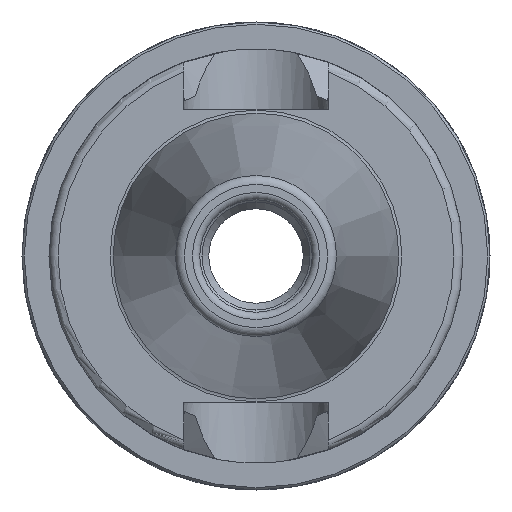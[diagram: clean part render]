
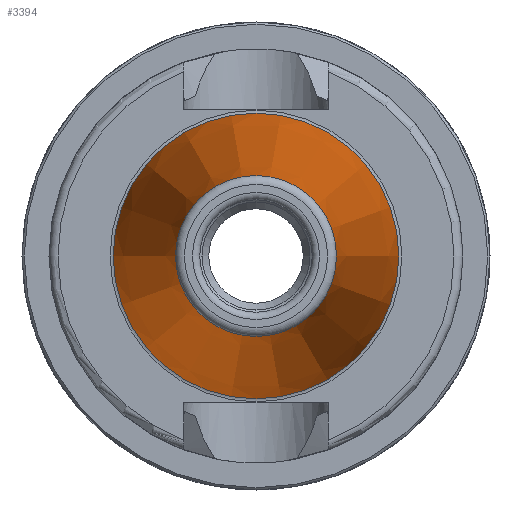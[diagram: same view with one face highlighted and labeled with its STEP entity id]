
A CAD part, left-side view. The second image highlights one B-rep face of the part: STEP entity #3394.
In plain terms, the highlighted conical face has half-angle 8.297 degrees and reference radius 12.408 mm.
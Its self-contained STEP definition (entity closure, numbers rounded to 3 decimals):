
#3360=CARTESIAN_POINT('',(-47.544,8.941,0.0));
#3361=VERTEX_POINT('',#3360);
#3362=CARTESIAN_POINT('',(-47.544,0.,0.0));
#3363=DIRECTION('',(1.0,0.0,0.0));
#3364=DIRECTION('',(0.0,1.0,0.0));
#3365=AXIS2_PLACEMENT_3D('',#3362,#3363,#3364);
#3366=CIRCLE('',#3365,8.941);
#3367=EDGE_CURVE('',#3361,#3361,#3366,.T.);
#3375=CARTESIAN_POINT('',(-23.772,0.,0.0));
#3376=DIRECTION('',(1.0,0.,0.0));
#3377=DIRECTION('',(0.0,1.0,0.0));
#3378=AXIS2_PLACEMENT_3D('',#3375,#3376,#3377);
#3379=CONICAL_SURFACE('',#3378,12.408,8.297);
#3380=CARTESIAN_POINT('',(0.0,15.875,0.0));
#3381=VERTEX_POINT('',#3380);
#3382=CARTESIAN_POINT('',(0.,0.,0.0));
#3383=DIRECTION('',(1.0,0.0,0.0));
#3384=DIRECTION('',(0.0,1.0,0.0));
#3385=AXIS2_PLACEMENT_3D('',#3382,#3383,#3384);
#3386=CIRCLE('',#3385,15.875);
#3387=EDGE_CURVE('',#3381,#3381,#3386,.T.);
#3388=ORIENTED_EDGE('',*,*,#3387,.F.);
#3389=EDGE_LOOP('',(#3388));
#3390=FACE_OUTER_BOUND('',#3389,.T.);
#3391=ORIENTED_EDGE('',*,*,#3367,.T.);
#3392=EDGE_LOOP('',(#3391));
#3393=FACE_BOUND('',#3392,.T.);
#3394=ADVANCED_FACE('',(#3390,#3393),#3379,.T.);
